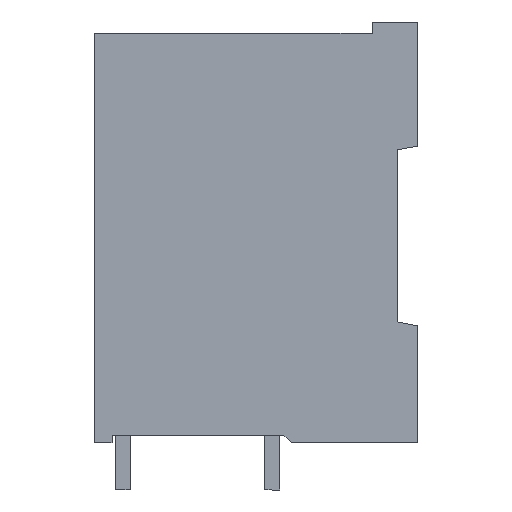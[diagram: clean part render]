
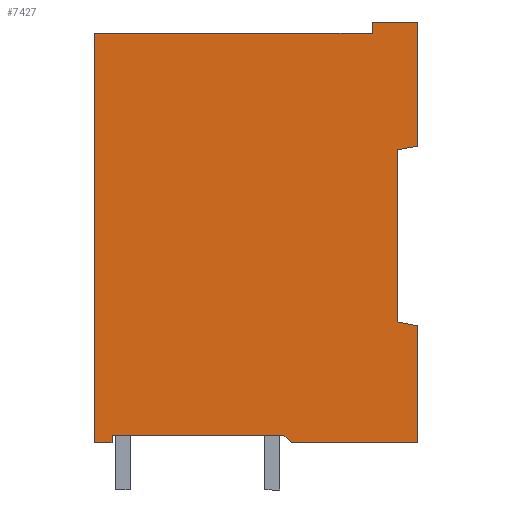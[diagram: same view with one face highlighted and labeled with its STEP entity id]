
A CAD part, left-side view. The second image highlights one B-rep face of the part: STEP entity #7427.
In plain terms, the highlighted planar face has unit normal (-1, 0, 0).
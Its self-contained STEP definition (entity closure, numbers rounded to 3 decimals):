
#7347=AXIS2_PLACEMENT_3D('Plane Axis2P3D',#7344,#7345,#7346) ;
#3527=CARTESIAN_POINT('Line Origine',(0.,0.7,23.277)) ;
#3531=CARTESIAN_POINT('Vertex',(0.,1.4,23.153)) ;
#3533=CARTESIAN_POINT('Vertex',(0.,0.,23.4)) ;
#5287=CARTESIAN_POINT('Line Origine',(0.,21.4,3.2)) ;
#5291=CARTESIAN_POINT('Vertex',(0.,22.,3.2)) ;
#5293=CARTESIAN_POINT('Vertex',(0.,20.8,3.2)) ;
#5338=CARTESIAN_POINT('Vertex',(0.,20.8,3.7)) ;
#5341=CARTESIAN_POINT('Line Origine',(0.,20.8,3.45)) ;
#5353=CARTESIAN_POINT('Line Origine',(0.,4.3,3.2)) ;
#5357=CARTESIAN_POINT('Vertex',(0.,8.6,3.2)) ;
#5359=CARTESIAN_POINT('Vertex',(0.,0.,3.2)) ;
#7344=CARTESIAN_POINT('Axis2P3D Location',(0.,22.,0.)) ;
#7349=CARTESIAN_POINT('Line Origine',(0.,11.,3.7)) ;
#7353=CARTESIAN_POINT('Vertex',(0.,9.1,3.7)) ;
#7357=CARTESIAN_POINT('Control Point',(0.,9.1,3.7)) ;
#7358=CARTESIAN_POINT('Control Point',(0.,8.6,3.2)) ;
#7360=CARTESIAN_POINT('Line Origine',(0.,0.,17.525)) ;
#7364=CARTESIAN_POINT('Vertex',(0.,0.,11.17)) ;
#7368=CARTESIAN_POINT('Control Point',(0.,0.,11.17)) ;
#7369=CARTESIAN_POINT('Control Point',(0.,1.4,11.439)) ;
#7370=CARTESIAN_POINT('Vertex',(0.,1.4,11.439)) ;
#7373=CARTESIAN_POINT('Line Origine',(0.,1.4,17.525)) ;
#7378=CARTESIAN_POINT('Line Origine',(0.,0.,17.525)) ;
#7382=CARTESIAN_POINT('Vertex',(0.,0.,31.85)) ;
#7385=CARTESIAN_POINT('Line Origine',(0.,11.,31.85)) ;
#7389=CARTESIAN_POINT('Vertex',(0.,3.1,31.85)) ;
#7392=CARTESIAN_POINT('Line Origine',(0.,3.1,17.525)) ;
#7396=CARTESIAN_POINT('Vertex',(0.,3.1,31.08)) ;
#7399=CARTESIAN_POINT('Line Origine',(0.,11.,31.08)) ;
#7403=CARTESIAN_POINT('Vertex',(0.,22.,31.08)) ;
#7406=CARTESIAN_POINT('Line Origine',(0.,22.,17.525)) ;
#3528=DIRECTION('Vector Direction',(0.,-0.985,0.174)) ;
#5288=DIRECTION('Vector Direction',(0.,-1.,0.)) ;
#5342=DIRECTION('Vector Direction',(0.,0.,-1.)) ;
#5354=DIRECTION('Vector Direction',(0.,-1.,0.)) ;
#7345=DIRECTION('Axis2P3D Direction',(-1.,0.,0.)) ;
#7346=DIRECTION('Axis2P3D XDirection',(0.,-1.,0.)) ;
#7350=DIRECTION('Vector Direction',(0.,-1.,0.)) ;
#7361=DIRECTION('Vector Direction',(0.,0.,1.)) ;
#7374=DIRECTION('Vector Direction',(0.,0.,1.)) ;
#7379=DIRECTION('Vector Direction',(0.,0.,1.)) ;
#7386=DIRECTION('Vector Direction',(0.,-1.,0.)) ;
#7393=DIRECTION('Vector Direction',(0.,0.,1.)) ;
#7400=DIRECTION('Vector Direction',(0.,-1.,0.)) ;
#7407=DIRECTION('Vector Direction',(0.,0.,1.)) ;
#3529=VECTOR('Line Direction',#3528,1.) ;
#5289=VECTOR('Line Direction',#5288,1.) ;
#5343=VECTOR('Line Direction',#5342,1.) ;
#5355=VECTOR('Line Direction',#5354,1.) ;
#7351=VECTOR('Line Direction',#7350,1.) ;
#7362=VECTOR('Line Direction',#7361,1.) ;
#7375=VECTOR('Line Direction',#7374,1.) ;
#7380=VECTOR('Line Direction',#7379,1.) ;
#7387=VECTOR('Line Direction',#7386,1.) ;
#7394=VECTOR('Line Direction',#7393,1.) ;
#7401=VECTOR('Line Direction',#7400,1.) ;
#7408=VECTOR('Line Direction',#7407,1.) ;
#7412=ORIENTED_EDGE('',*,*,#5295,.T.) ;
#7413=ORIENTED_EDGE('',*,*,#5345,.F.) ;
#7414=ORIENTED_EDGE('',*,*,#7355,.T.) ;
#7415=ORIENTED_EDGE('',*,*,#7359,.T.) ;
#7416=ORIENTED_EDGE('',*,*,#5361,.T.) ;
#7417=ORIENTED_EDGE('',*,*,#7366,.T.) ;
#7418=ORIENTED_EDGE('',*,*,#7372,.T.) ;
#7419=ORIENTED_EDGE('',*,*,#7377,.T.) ;
#7420=ORIENTED_EDGE('',*,*,#3535,.T.) ;
#7421=ORIENTED_EDGE('',*,*,#7384,.T.) ;
#7422=ORIENTED_EDGE('',*,*,#7391,.T.) ;
#7423=ORIENTED_EDGE('',*,*,#7398,.T.) ;
#7424=ORIENTED_EDGE('',*,*,#7405,.T.) ;
#7425=ORIENTED_EDGE('',*,*,#7410,.T.) ;
#7427=ADVANCED_FACE('Model',(#7426),#7348,.T.) ;
#7356=B_SPLINE_CURVE_WITH_KNOTS('',1,(#7357,#7358),.UNSPECIFIED.,.F.,.U.,(2,2),(-0.354,0.354),.UNSPECIFIED.) ;
#7367=B_SPLINE_CURVE_WITH_KNOTS('',1,(#7368,#7369),.UNSPECIFIED.,.F.,.U.,(2,2),(-0.713,0.713),.UNSPECIFIED.) ;
#3535=EDGE_CURVE('',#3532,#3534,#3530,.T.) ;
#5295=EDGE_CURVE('',#5292,#5294,#5290,.T.) ;
#5345=EDGE_CURVE('',#5339,#5294,#5344,.T.) ;
#5361=EDGE_CURVE('',#5358,#5360,#5356,.T.) ;
#7355=EDGE_CURVE('',#5339,#7354,#7352,.T.) ;
#7359=EDGE_CURVE('',#7354,#5358,#7356,.T.) ;
#7366=EDGE_CURVE('',#5360,#7365,#7363,.T.) ;
#7372=EDGE_CURVE('',#7365,#7371,#7367,.T.) ;
#7377=EDGE_CURVE('',#7371,#3532,#7376,.T.) ;
#7384=EDGE_CURVE('',#3534,#7383,#7381,.T.) ;
#7391=EDGE_CURVE('',#7383,#7390,#7388,.F.) ;
#7398=EDGE_CURVE('',#7390,#7397,#7395,.F.) ;
#7405=EDGE_CURVE('',#7397,#7404,#7402,.F.) ;
#7410=EDGE_CURVE('',#7404,#5292,#7409,.F.) ;
#7411=EDGE_LOOP('',(#7412,#7413,#7414,#7415,#7416,#7417,#7418,#7419,#7420,#7421,#7422,#7423,#7424,#7425)) ;
#7426=FACE_OUTER_BOUND('',#7411,.T.) ;
#3530=LINE('Line',#3527,#3529) ;
#5290=LINE('Line',#5287,#5289) ;
#5344=LINE('Line',#5341,#5343) ;
#5356=LINE('Line',#5353,#5355) ;
#7352=LINE('Line',#7349,#7351) ;
#7363=LINE('Line',#7360,#7362) ;
#7376=LINE('Line',#7373,#7375) ;
#7381=LINE('Line',#7378,#7380) ;
#7388=LINE('Line',#7385,#7387) ;
#7395=LINE('Line',#7392,#7394) ;
#7402=LINE('Line',#7399,#7401) ;
#7409=LINE('Line',#7406,#7408) ;
#7348=PLANE('',#7347) ;
#3532=VERTEX_POINT('',#3531) ;
#3534=VERTEX_POINT('',#3533) ;
#5292=VERTEX_POINT('',#5291) ;
#5294=VERTEX_POINT('',#5293) ;
#5339=VERTEX_POINT('',#5338) ;
#5358=VERTEX_POINT('',#5357) ;
#5360=VERTEX_POINT('',#5359) ;
#7354=VERTEX_POINT('',#7353) ;
#7365=VERTEX_POINT('',#7364) ;
#7371=VERTEX_POINT('',#7370) ;
#7383=VERTEX_POINT('',#7382) ;
#7390=VERTEX_POINT('',#7389) ;
#7397=VERTEX_POINT('',#7396) ;
#7404=VERTEX_POINT('',#7403) ;
